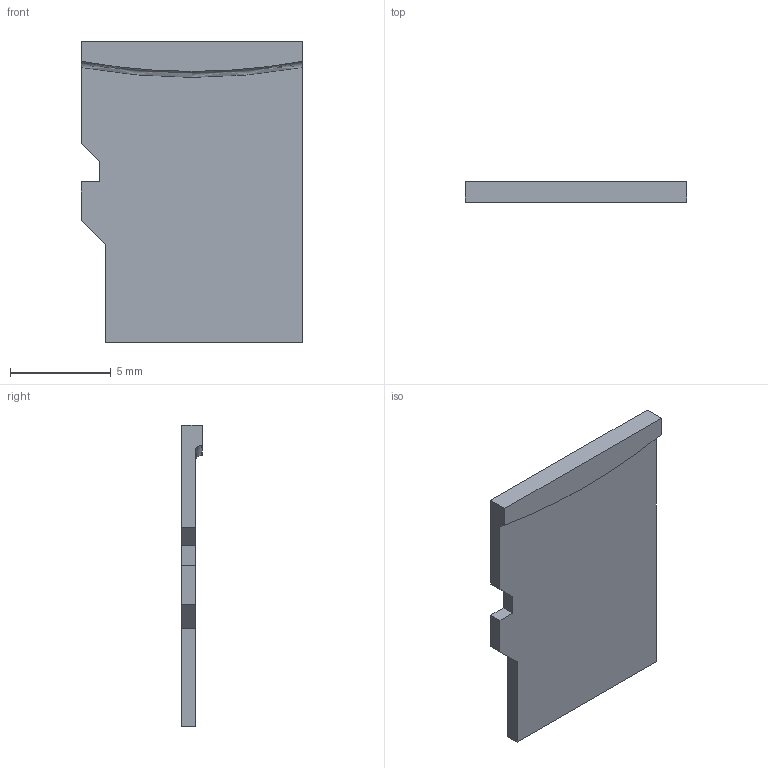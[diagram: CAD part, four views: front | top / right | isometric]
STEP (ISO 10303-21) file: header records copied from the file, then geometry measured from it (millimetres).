
FILE_DESCRIPTION (( 'STEP AP214' ), '1' );
FILE_NAME ('MicroSD.STEP', '2022-07-29T11:54:22', ( '' ), ( '' ), 'SwSTEP 2.0', 'SolidWorks 2018', '' );
FILE_SCHEMA (( 'AUTOMOTIVE_DESIGN' ));
Length unit declared in the file: millimetre
Products named in the file (1): MicroSD
Bounding box: 11 x 1 x 15 mm (x, y, z)
Volume: 107.5 mm3; surface area: 355.4 mm2
Topology: 1 solids, 1 shells, 16 faces, 42 edges, 28 vertices
Faces by surface type: plane 13, cylinder 2, torus 1
Entity records: 569 total; most frequent: CARTESIAN_POINT 138, ORIENTED_EDGE 84, DIRECTION 77, EDGE_CURVE 42, VECTOR 35, LINE 35, VERTEX_POINT 28, AXIS2_PLACEMENT_3D 21
